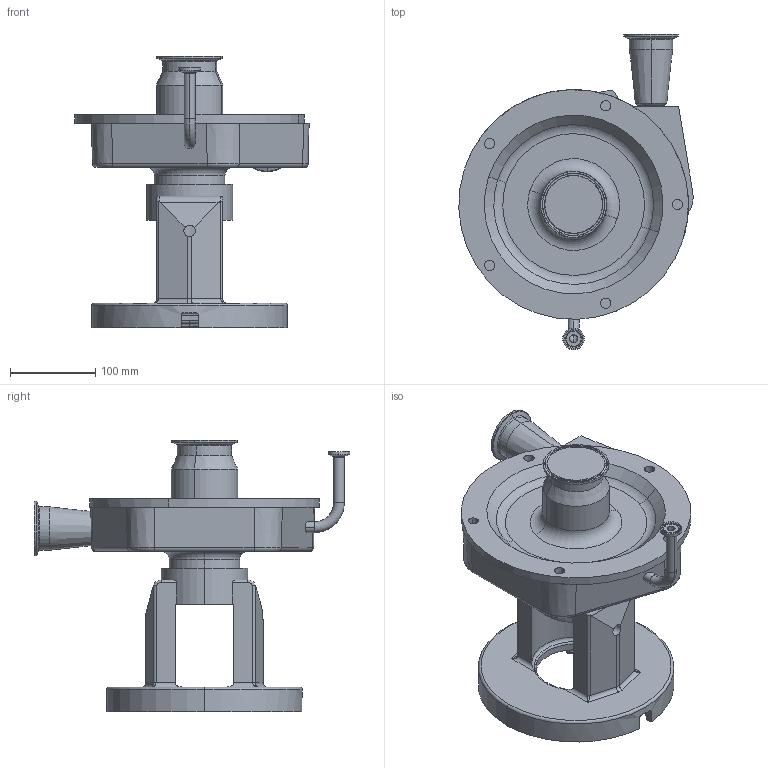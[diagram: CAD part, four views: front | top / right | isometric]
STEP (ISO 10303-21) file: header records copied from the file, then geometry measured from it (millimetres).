
FILE_DESCRIPTION (( 'STEP AP214' ), '1' );
FILE_NAME ('FPX 1741-1742 250TC VERT 1-2 In ELBOW FRONT.STEP', '2022-12-16T15:57:43', ( '' ), ( '' ), 'SwSTEP 2.0', 'SolidWorks 2021', '' );
FILE_SCHEMA (( 'AUTOMOTIVE_DESIGN' ));
Length unit declared in the file: millimetre
Products named in the file (2): FPX 1740 250TC VERT 1-2 In ELBOW FRONT^1275000085.STEP; FPX 1741-1742 250TC VERT 1-2 In ELBOW FRONT
Assembly tree (1 placements, depth 2):
  FPX 1741-1742 250TC VERT 1-2 In ELBOW FRONT
    FPX 1740 250TC VERT 1-2 In ELBOW FRONT^1275000085.STEP
Bounding box: 275.42 x 370.7 x 319.5 mm (x, y, z)
Volume: 4055334.1 mm3; surface area: 502059 mm2
Topology: 1 solids, 2 shells, 364 faces, 850 edges, 498 vertices
Faces by surface type: cylinder 129, torus 106, plane 66, cone 37, bspline 19, sphere 7
Entity records: 17384 total; most frequent: CARTESIAN_POINT 9016, DIRECTION 1889, ORIENTED_EDGE 1684, EDGE_CURVE 842, AXIS2_PLACEMENT_3D 814, VERTEX_POINT 497, CIRCLE 465, EDGE_LOOP 385
